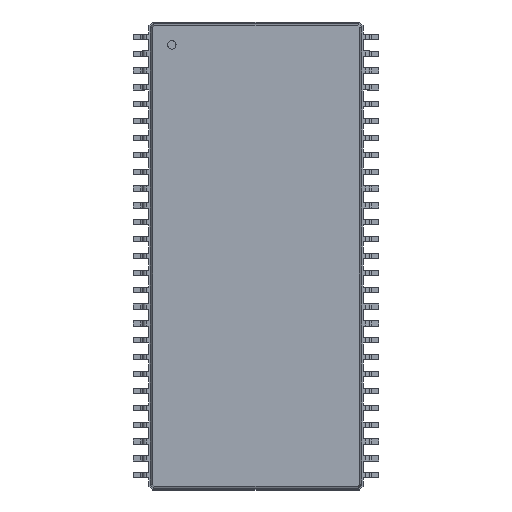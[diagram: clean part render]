
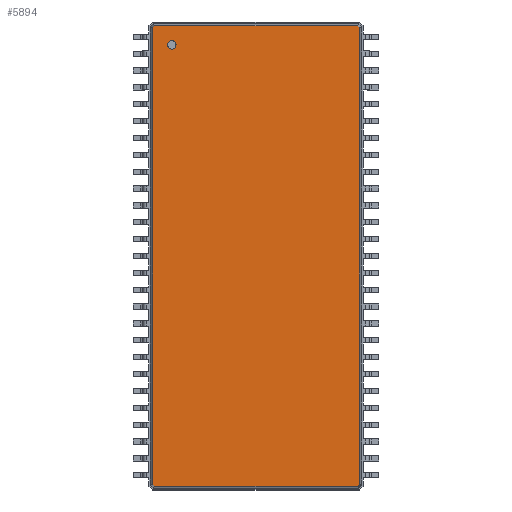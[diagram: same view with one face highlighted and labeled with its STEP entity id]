
A CAD part, top view. The second image highlights one B-rep face of the part: STEP entity #5894.
In plain terms, the highlighted planar face has unit normal (0, 0, 1).
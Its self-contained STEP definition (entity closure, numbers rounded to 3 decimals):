
#13=DIRECTION('',(0.,0.,1.));
#27=VECTOR('',#28,1.);
#28=DIRECTION('',(0.,-1.,0.));
#36=DIRECTION('',(0.,1.,0.));
#58=VECTOR('',#59,1.);
#59=DIRECTION('',(1.,0.,0.));
#133=VECTOR('',#134,1.);
#134=DIRECTION('',(-1.,0.,0.));
#578=VECTOR('',#579,1.);
#579=DIRECTION('',(0.707,-0.707,0.));
#585=VECTOR('',#586,1.);
#586=DIRECTION('',(-0.707,-0.707,0.));
#597=VECTOR('',#598,1.);
#598=DIRECTION('',(-0.707,0.707,0.));
#604=VECTOR('',#36,1.);
#608=VECTOR('',#609,1.);
#609=DIRECTION('',(0.707,0.707,0.));
#1898=VERTEX_POINT('',#1899);
#1899=CARTESIAN_POINT('',(4.894,-10.832,1.6));
#1901=ORIENTED_EDGE('',*,*,#1902,.F.);
#1902=EDGE_CURVE('',#1903,#1898,#1905,.T.);
#1903=VERTEX_POINT('',#1904);
#1904=CARTESIAN_POINT('',(4.894,10.832,1.6));
#1905=LINE('',#1904,#27);
#5885=ORIENTED_EDGE('',*,*,#5886,.F.);
#5886=EDGE_CURVE('',#5887,#1903,#5889,.T.);
#5887=VERTEX_POINT('',#5888);
#5888=CARTESIAN_POINT('',(4.812,10.914,1.6));
#5889=LINE('',#5888,#578);
#5894=ADVANCED_FACE('',(#5895,#5925),#5934,.T.);
#5895=FACE_BOUND('',#5896,.T.);
#5896=EDGE_LOOP('',(#5897,#5902,#5907,#5912,#5917,#5922,#1901,#5885));
#5897=ORIENTED_EDGE('',*,*,#5898,.F.);
#5898=EDGE_CURVE('',#5899,#5887,#5901,.T.);
#5899=VERTEX_POINT('',#5900);
#5900=CARTESIAN_POINT('',(-4.812,10.914,1.6));
#5901=LINE('',#5900,#58);
#5902=ORIENTED_EDGE('',*,*,#5903,.F.);
#5903=EDGE_CURVE('',#5904,#5899,#5906,.T.);
#5904=VERTEX_POINT('',#5905);
#5905=CARTESIAN_POINT('',(-4.894,10.832,1.6));
#5906=LINE('',#5905,#608);
#5907=ORIENTED_EDGE('',*,*,#5908,.F.);
#5908=EDGE_CURVE('',#5909,#5904,#5911,.T.);
#5909=VERTEX_POINT('',#5910);
#5910=CARTESIAN_POINT('',(-4.894,-10.832,1.6));
#5911=LINE('',#5910,#604);
#5912=ORIENTED_EDGE('',*,*,#5913,.F.);
#5913=EDGE_CURVE('',#5914,#5909,#5916,.T.);
#5914=VERTEX_POINT('',#5915);
#5915=CARTESIAN_POINT('',(-4.812,-10.914,1.6));
#5916=LINE('',#5915,#597);
#5917=ORIENTED_EDGE('',*,*,#5918,.F.);
#5918=EDGE_CURVE('',#5919,#5914,#5921,.T.);
#5919=VERTEX_POINT('',#5920);
#5920=CARTESIAN_POINT('',(4.812,-10.914,1.6));
#5921=LINE('',#5920,#133);
#5922=ORIENTED_EDGE('',*,*,#5923,.F.);
#5923=EDGE_CURVE('',#1898,#5919,#5924,.T.);
#5924=LINE('',#1899,#585);
#5925=FACE_BOUND('',#5926,.T.);
#5926=EDGE_LOOP('',(#5927));
#5927=ORIENTED_EDGE('',*,*,#5928,.F.);
#5928=EDGE_CURVE('',#5929,#5929,#5931,.T.);
#5929=VERTEX_POINT('',#5930);
#5930=CARTESIAN_POINT('',(-3.994,9.814,1.6));
#5931=CIRCLE('',#5932,0.2);
#5932=AXIS2_PLACEMENT_3D('',#5933,#13,#28);
#5933=CARTESIAN_POINT('',(-3.994,10.014,1.6));
#5934=PLANE('',#5935);
#5935=AXIS2_PLACEMENT_3D('',#5900,#13,#5936);
#5936=DIRECTION('',(0.403,-0.915,0.));
